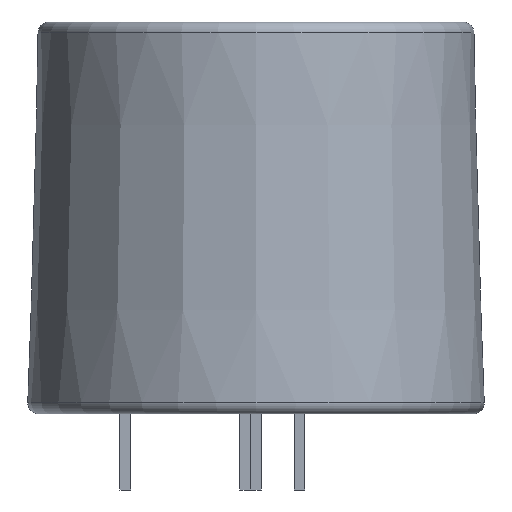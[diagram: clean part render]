
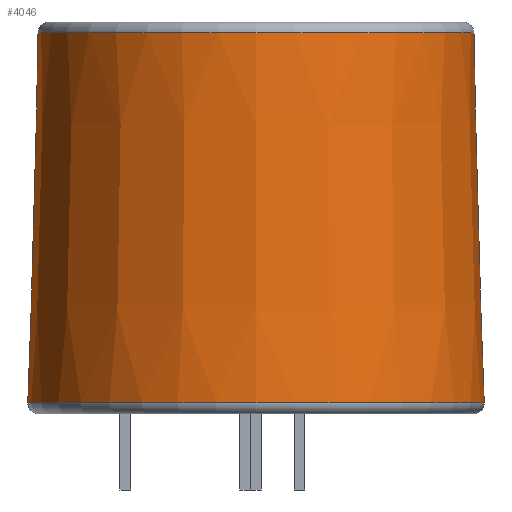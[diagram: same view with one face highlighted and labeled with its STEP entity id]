
A CAD part, left-side view. The second image highlights one B-rep face of the part: STEP entity #4046.
In plain terms, the highlighted conical face has half-angle 1.591 degrees and reference radius 10.25 mm.
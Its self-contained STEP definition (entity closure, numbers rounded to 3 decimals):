
#22=CONICAL_SURFACE('',#4187,10.25,0.028);
#27=CIRCLE('',#4185,10.486);
#29=CIRCLE('',#4188,10.014);
#368=FACE_OUTER_BOUND('',#603,.T.);
#603=EDGE_LOOP('',(#3630,#3631,#3632,#3633));
#959=LINE('',#7695,#1336);
#1336=VECTOR('',#4742,10.25);
#1949=VERTEX_POINT('',#7689);
#1950=VERTEX_POINT('',#7693);
#2519=EDGE_CURVE('',#1949,#1949,#27,.T.);
#2521=EDGE_CURVE('',#1950,#1950,#29,.T.);
#2522=EDGE_CURVE('',#1950,#1949,#959,.T.);
#3630=ORIENTED_EDGE('',*,*,#2521,.F.);
#3631=ORIENTED_EDGE('',*,*,#2522,.T.);
#3632=ORIENTED_EDGE('',*,*,#2519,.F.);
#3633=ORIENTED_EDGE('',*,*,#2522,.F.);
#4046=ADVANCED_FACE('',(#368),#22,.T.);
#4185=AXIS2_PLACEMENT_3D('',#7690,#4734,#4735);
#4187=AXIS2_PLACEMENT_3D('',#7692,#4738,#4739);
#4188=AXIS2_PLACEMENT_3D('',#7694,#4740,#4741);
#4734=DIRECTION('center_axis',(0.,0.,
-1.));
#4735=DIRECTION('ref_axis',(-1.,0.,0.));
#4738=DIRECTION('center_axis',(0.,0.,-1.));
#4739=DIRECTION('ref_axis',(1.,0.,0.));
#4740=DIRECTION('center_axis',(0.,0.,1.));
#4741=DIRECTION('ref_axis',(-1.,0.,0.));
#4742=DIRECTION('',(-0.028,0.,-1.));
#7689=CARTESIAN_POINT('',(-10.486,0.,0.514));
#7690=CARTESIAN_POINT('Origin',(0.,0.,0.514));
#7692=CARTESIAN_POINT('Origin',(0.,0.,9.));
#7693=CARTESIAN_POINT('',(-10.014,0.,17.514));
#7694=CARTESIAN_POINT('Origin',(0.,0.,17.514));
#7695=CARTESIAN_POINT('',(-10.25,0.,9.));
